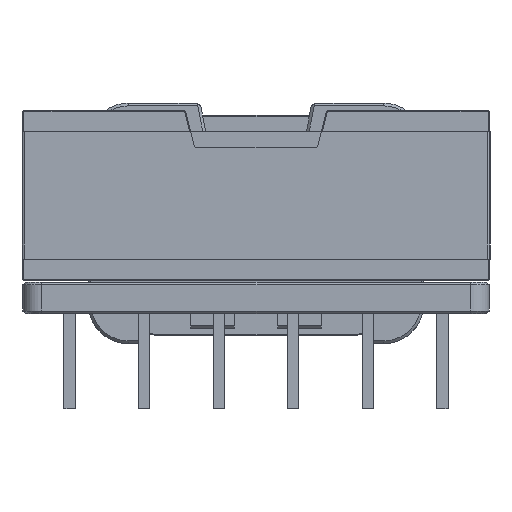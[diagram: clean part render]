
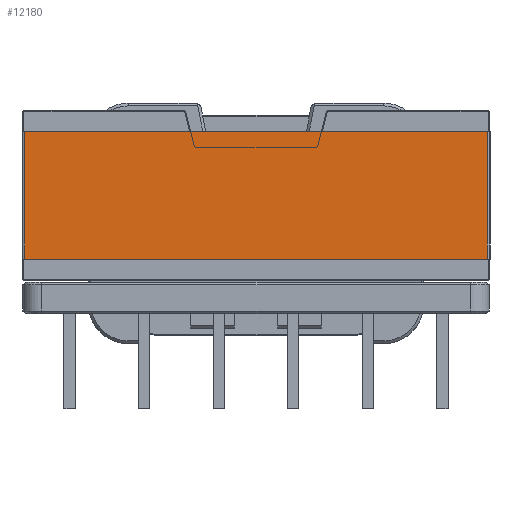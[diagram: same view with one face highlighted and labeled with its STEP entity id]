
A CAD part, left-side view. The second image highlights one B-rep face of the part: STEP entity #12180.
In plain terms, the highlighted planar face has unit normal (-1, 0, 0).
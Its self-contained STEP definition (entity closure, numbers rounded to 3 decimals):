
#921=FACE_OUTER_BOUND('',#1621,.T.);
#1621=EDGE_LOOP('',(#10254,#10255,#10256,#10257));
#3079=LINE('',#19264,#4540);
#3083=LINE('',#19274,#4544);
#3084=LINE('',#19278,#4545);
#3085=LINE('',#19279,#4546);
#4540=VECTOR('',#16003,24.8);
#4544=VECTOR('',#16013,6.825);
#4545=VECTOR('',#16018,6.825);
#4546=VECTOR('',#16019,24.8);
#5523=VERTEX_POINT('',#19261);
#5524=VERTEX_POINT('',#19263);
#5527=VERTEX_POINT('',#19273);
#5528=VERTEX_POINT('',#19277);
#7114=EDGE_CURVE('',#5523,#5524,#3079,.T.);
#7119=EDGE_CURVE('',#5524,#5527,#3083,.T.);
#7121=EDGE_CURVE('',#5523,#5528,#3084,.T.);
#7122=EDGE_CURVE('',#5527,#5528,#3085,.T.);
#10254=ORIENTED_EDGE('',*,*,#7114,.F.);
#10255=ORIENTED_EDGE('',*,*,#7121,.T.);
#10256=ORIENTED_EDGE('',*,*,#7122,.F.);
#10257=ORIENTED_EDGE('',*,*,#7119,.F.);
#10915=PLANE('',#12979);
#12180=ADVANCED_FACE('',(#921),#10915,.T.);
#12979=AXIS2_PLACEMENT_3D('',#19276,#16016,#16017);
#16003=DIRECTION('',(0.,1.,0.));
#16013=DIRECTION('',(0.,0.,1.));
#16016=DIRECTION('center_axis',(-1.,0.,0.));
#16017=DIRECTION('ref_axis',(0.,-1.,0.));
#16018=DIRECTION('',(0.,0.,1.));
#16019=DIRECTION('',(0.,-1.,0.));
#19261=CARTESIAN_POINT('',(-12.55,-12.4,4.538));
#19263=CARTESIAN_POINT('',(-12.55,12.4,4.538));
#19264=CARTESIAN_POINT('',(-12.55,-12.4,4.538));
#19273=CARTESIAN_POINT('',(-12.55,12.4,11.363));
#19274=CARTESIAN_POINT('',(-12.55,12.4,4.538));
#19276=CARTESIAN_POINT('Origin',(-12.55,12.4,4.538));
#19277=CARTESIAN_POINT('',(-12.55,-12.4,11.363));
#19278=CARTESIAN_POINT('',(-12.55,-12.4,4.538));
#19279=CARTESIAN_POINT('',(-12.55,-12.4,11.363));
